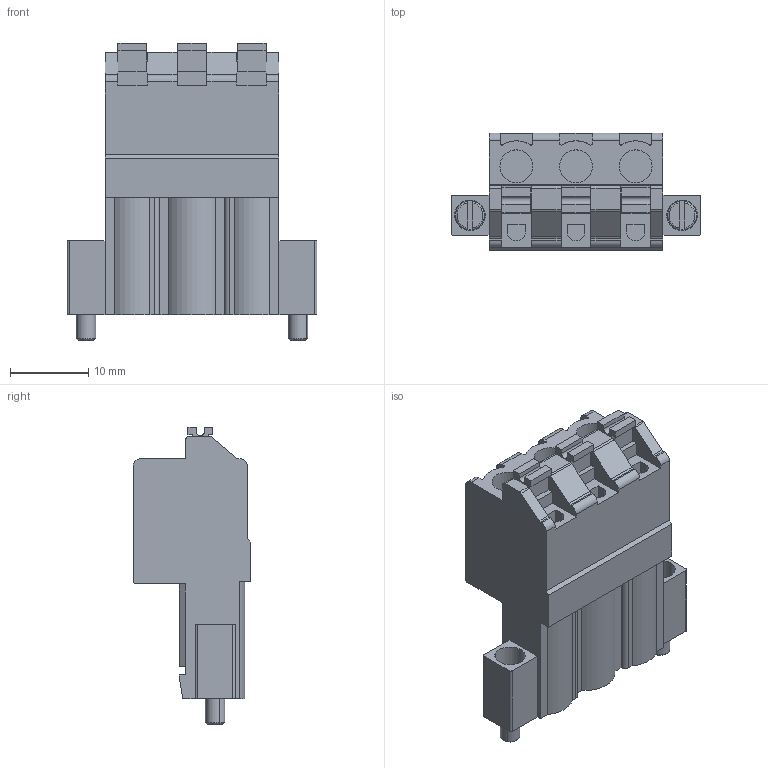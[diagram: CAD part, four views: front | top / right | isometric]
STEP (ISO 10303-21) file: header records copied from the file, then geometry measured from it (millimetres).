
FILE_DESCRIPTION(('CATIA V5 STEP Exchange','CAx-IF Rec.Pracs.--- Model Styling and Organization---1.2---2011-12-15'),'2;1');
FILE_NAME ('D1447606_0_1043680000_1043680000.stp','2018-11-20T05:17:17+00:00',('none'),('Weidmueller'),'CATIA Version 5-6 Release 2014','CATIA V5 STEP AP214','none');
FILE_SCHEMA(('AUTOMOTIVE_DESIGN { 1 0 10303 214 1 1 1 1 }'));
Length unit declared in the file: millimetre
Products named in the file (1): 1043680000
Bounding box: 31.92 x 15.05 x 38.03 mm (x, y, z)
Volume: 6458.2 mm3; surface area: 5633.4 mm2
Topology: 9 solids, 9 shells, 420 faces, 1124 edges, 741 vertices
Faces by surface type: plane 301, cylinder 95, torus 20, cone 4
Entity records: 11973 total; most frequent: ORIENTED_EDGE 2248, CARTESIAN_POINT 2142, DIRECTION 1604, EDGE_CURVE 1124, VECTOR 875, LINE 875, VERTEX_POINT 741, AXIS2_PLACEMENT_3D 486
